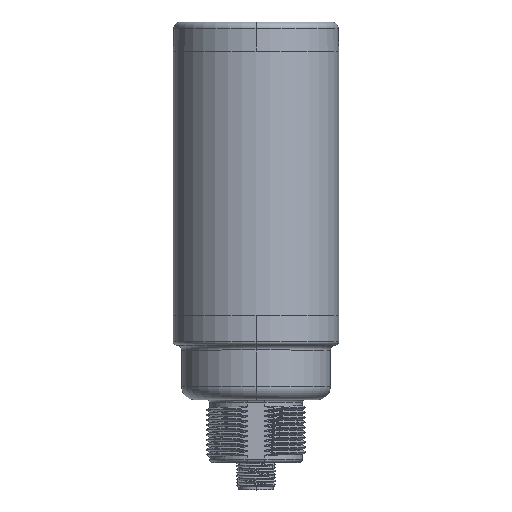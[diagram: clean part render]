
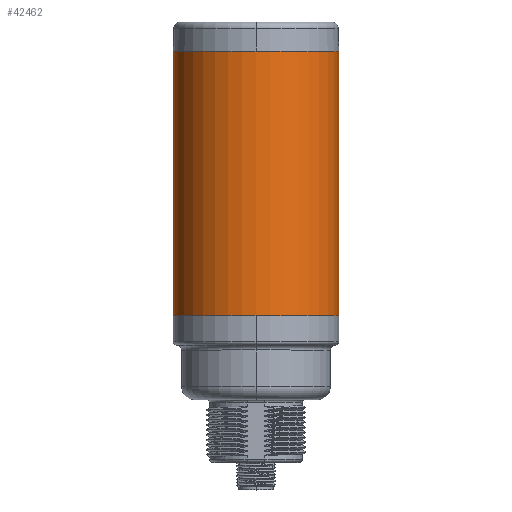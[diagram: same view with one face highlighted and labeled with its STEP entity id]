
A CAD part, top view. The second image highlights one B-rep face of the part: STEP entity #42462.
In plain terms, the highlighted cylindrical face has radius 25 mm (diameter 50 mm), a partial arc.
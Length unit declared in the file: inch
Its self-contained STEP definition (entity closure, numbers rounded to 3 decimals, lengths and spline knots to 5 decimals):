
#37819=CARTESIAN_POINT('',(0.,0.88189,0.));
#37820=DIRECTION('',(0.,1.,0.));
#37821=DIRECTION('',(-1.,0.,0.));
#37822=AXIS2_PLACEMENT_3D('',#37819,#37820,#37821);
#37834=DIRECTION('',(0.,1.,0.));
#37835=VECTOR('',#37834,3.14961);
#37836=CARTESIAN_POINT('',(0.98425,0.88189,0.));
#37837=LINE('',#37836,#37835);
#37838=DIRECTION('',(0.,1.,0.));
#37839=VECTOR('',#37838,3.14961);
#37840=CARTESIAN_POINT('',(-0.98425,0.88189,0.));
#37841=LINE('',#37840,#37839);
#37847=CARTESIAN_POINT('',(0.,4.0315,0.));
#37848=DIRECTION('',(0.,1.,0.));
#37849=DIRECTION('',(-1.,0.,0.));
#37850=AXIS2_PLACEMENT_3D('',#37847,#37848,#37849);
#42229=CARTESIAN_POINT('',(0.98425,0.88189,0.));
#42230=CARTESIAN_POINT('',(-0.98425,0.88189,0.));
#42231=VERTEX_POINT('',#42229);
#42232=VERTEX_POINT('',#42230);
#42233=CARTESIAN_POINT('',(0.98425,4.0315,0.));
#42234=CARTESIAN_POINT('',(-0.98425,4.0315,0.));
#42235=VERTEX_POINT('',#42233);
#42236=VERTEX_POINT('',#42234);
#42450=CARTESIAN_POINT('',(0.,0.88189,0.));
#42451=DIRECTION('',(0.,1.,0.));
#42452=DIRECTION('',(1.,0.,0.));
#42453=AXIS2_PLACEMENT_3D('',#42450,#42451,#42452);
#42454=CYLINDRICAL_SURFACE('',#42453,0.98425);
#42455=ORIENTED_EDGE('',*,*,#42424,.F.);
#42456=ORIENTED_EDGE('',*,*,#42445,.T.);
#42458=ORIENTED_EDGE('',*,*,#42457,.T.);
#42459=ORIENTED_EDGE('',*,*,#42441,.F.);
#42460=EDGE_LOOP('',(#42455,#42456,#42458,#42459));
#42461=FACE_OUTER_BOUND('',#42460,.F.);
#42462=ADVANCED_FACE('',(#42461),#42454,.T.);
#37823=CIRCLE('',#37822,0.98425);
#37851=CIRCLE('',#37850,0.98425);
#42424=EDGE_CURVE('',#42232,#42231,#37823,.T.);
#42441=EDGE_CURVE('',#42231,#42235,#37837,.T.);
#42445=EDGE_CURVE('',#42232,#42236,#37841,.T.);
#42457=EDGE_CURVE('',#42236,#42235,#37851,.T.);
